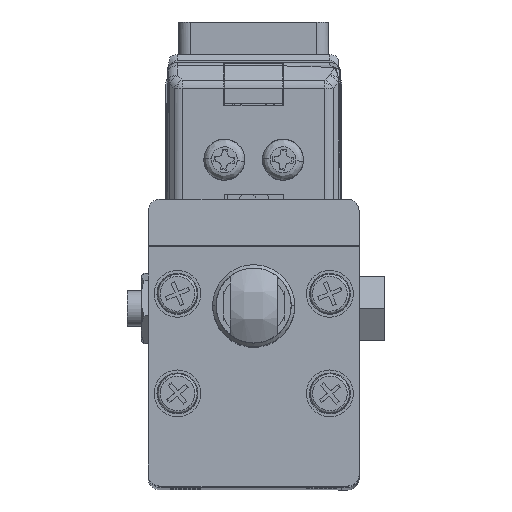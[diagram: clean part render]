
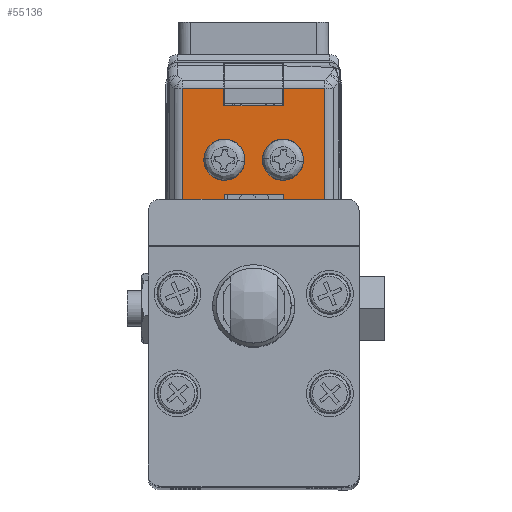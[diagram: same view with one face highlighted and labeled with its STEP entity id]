
A CAD part, top view. The second image highlights one B-rep face of the part: STEP entity #55136.
In plain terms, the highlighted planar face has unit normal (0, 0, 1).
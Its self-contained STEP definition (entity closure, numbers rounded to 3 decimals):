
#265 = EDGE_CURVE ( 'NONE', #61695, #22377, #20299, .T. ) ;
#695 = ORIENTED_EDGE ( 'NONE', *, *, #85958, .T. ) ;
#772 = ORIENTED_EDGE ( 'NONE', *, *, #38124, .T. ) ;
#1226 = DIRECTION ( 'NONE',  ( 0., 1., 0. ) ) ;
#1526 = CARTESIAN_POINT ( 'NONE',  ( 6.086, -7.5, 22. ) ) ;
#1821 = EDGE_CURVE ( 'NONE', #51090, #17595, #74726, .T. ) ;
#4391 = DIRECTION ( 'NONE',  ( -1., 0., 0. ) ) ;
#5413 = ORIENTED_EDGE ( 'NONE', *, *, #85714, .T. ) ;
#6389 = VECTOR ( 'NONE', #43258, 1000. ) ;
#6691 = CARTESIAN_POINT ( 'NONE',  ( 9., 2.55, 22. ) ) ;
#6939 = ORIENTED_EDGE ( 'NONE', *, *, #22430, .T. ) ;
#7097 = ORIENTED_EDGE ( 'NONE', *, *, #14964, .T. ) ;
#7458 = CARTESIAN_POINT ( 'NONE',  ( 4.6, 2.55, 22. ) ) ;
#7681 = DIRECTION ( 'NONE',  ( 0., -1., 0. ) ) ;
#7886 = VECTOR ( 'NONE', #69343, 1000. ) ;
#8377 = CARTESIAN_POINT ( 'NONE',  ( 0., -2.5, 22. ) ) ;
#9433 = CARTESIAN_POINT ( 'NONE',  ( 4.6, -7.5, 22. ) ) ;
#9623 = LINE ( 'NONE', #41226, #51736 ) ;
#10270 = VECTOR ( 'NONE', #64865, 1000. ) ;
#10276 = EDGE_LOOP ( 'NONE', ( #29873, #53762, #38699, #36121, #5413, #7097, #695, #30732, #6939, #49008, #772, #81909 ) ) ;
#10671 = VERTEX_POINT ( 'NONE', #7458 ) ;
#10871 = DIRECTION ( 'NONE',  ( 0., 0., -1. ) ) ;
#11974 = CARTESIAN_POINT ( 'NONE',  ( -2.975, -7.5, 22. ) ) ;
#14872 = LINE ( 'NONE', #66698, #82245 ) ;
#14964 = EDGE_CURVE ( 'NONE', #24577, #21645, #37593, .T. ) ;
#15452 = AXIS2_PLACEMENT_3D ( 'NONE', #77908, #10871, #37651 ) ;
#15534 = CARTESIAN_POINT ( 'NONE',  ( -7.5, 2.525, 22. ) ) ;
#15544 = CARTESIAN_POINT ( 'NONE',  ( -7.5, -6.086, 22. ) ) ;
#15860 = CARTESIAN_POINT ( 'NONE',  ( 6.086, -6.086, 22. ) ) ;
#16725 = ORIENTED_EDGE ( 'NONE', *, *, #65799, .T. ) ;
#16825 = CARTESIAN_POINT ( 'NONE',  ( 6.086, -7.5, 22. ) ) ;
#16929 = LINE ( 'NONE', #83201, #43244 ) ;
#17595 = VERTEX_POINT ( 'NONE', #31318 ) ;
#19752 = VERTEX_POINT ( 'NONE', #41976 ) ;
#20299 = CIRCLE ( 'NONE', #52282, 1.75 ) ;
#21645 = VERTEX_POINT ( 'NONE', #51521 ) ;
#21976 = CARTESIAN_POINT ( 'NONE',  ( 4.6, -2.55, 22. ) ) ;
#22377 = VERTEX_POINT ( 'NONE', #50832 ) ;
#22430 = EDGE_CURVE ( 'NONE', #19752, #58601, #76578, .T. ) ;
#24577 = VERTEX_POINT ( 'NONE', #41848 ) ;
#24699 = AXIS2_PLACEMENT_3D ( 'NONE', #40173, #66287, #46354 ) ;
#25743 = VERTEX_POINT ( 'NONE', #21976 ) ;
#26945 = EDGE_CURVE ( 'NONE', #58601, #83945, #16929, .T. ) ;
#28030 = ORIENTED_EDGE ( 'NONE', *, *, #1821, .T. ) ;
#28781 = EDGE_CURVE ( 'NONE', #10671, #68238, #71367, .T. ) ;
#29425 = CARTESIAN_POINT ( 'NONE',  ( -7.5, -6.086, 22. ) ) ;
#29873 = ORIENTED_EDGE ( 'NONE', *, *, #85664, .T. ) ;
#30412 = EDGE_CURVE ( 'NONE', #22377, #61695, #34379, .T. ) ;
#30732 = ORIENTED_EDGE ( 'NONE', *, *, #64186, .T. ) ;
#31318 = CARTESIAN_POINT ( 'NONE',  ( 1.75, -2.5, 22. ) ) ;
#32957 = PLANE ( 'NONE',  #69495 ) ;
#33893 = VECTOR ( 'NONE', #83583, 1000. ) ;
#34379 = CIRCLE ( 'NONE', #24699, 1.75 ) ;
#36121 = ORIENTED_EDGE ( 'NONE', *, *, #28781, .T. ) ;
#36146 = DIRECTION ( 'NONE',  ( 1., 0., 0. ) ) ;
#36657 = CARTESIAN_POINT ( 'NONE',  ( -7.5, 6.086, 22. ) ) ;
#37539 = VECTOR ( 'NONE', #36146, 1000. ) ;
#37593 = LINE ( 'NONE', #36657, #71188 ) ;
#37651 = DIRECTION ( 'NONE',  ( 1., 0., 0. ) ) ;
#38124 = EDGE_CURVE ( 'NONE', #83945, #43873, #9623, .T. ) ;
#38699 = ORIENTED_EDGE ( 'NONE', *, *, #47813, .T. ) ;
#40173 = CARTESIAN_POINT ( 'NONE',  ( 0., 2.5, 22. ) ) ;
#41226 = CARTESIAN_POINT ( 'NONE',  ( -7.5, -7.5, 22. ) ) ;
#41848 = CARTESIAN_POINT ( 'NONE',  ( 6.086, 6.086, 22. ) ) ;
#41976 = CARTESIAN_POINT ( 'NONE',  ( -2.975, 2.525, 22. ) ) ;
#42323 = VECTOR ( 'NONE', #1226, 1000. ) ;
#42952 = CARTESIAN_POINT ( 'NONE',  ( -7.5, 2.525, 22. ) ) ;
#43244 = VECTOR ( 'NONE', #83495, 1000. ) ;
#43258 = DIRECTION ( 'NONE',  ( 0., 1., 0. ) ) ;
#43873 = VERTEX_POINT ( 'NONE', #15544 ) ;
#45908 = DIRECTION ( 'NONE',  ( 0., -1., 0. ) ) ;
#46354 = DIRECTION ( 'NONE',  ( 1., 0., 0. ) ) ;
#46458 = CARTESIAN_POINT ( 'NONE',  ( -7.5, -7.5, 22. ) ) ;
#47813 = EDGE_CURVE ( 'NONE', #25743, #10671, #55822, .T. ) ;
#48670 = DIRECTION ( 'NONE',  ( 0., 0., -1. ) ) ;
#49008 = ORIENTED_EDGE ( 'NONE', *, *, #26945, .T. ) ;
#49430 = CARTESIAN_POINT ( 'NONE',  ( 6.086, 2.55, 22. ) ) ;
#50427 = EDGE_LOOP ( 'NONE', ( #57693, #84545 ) ) ;
#50832 = CARTESIAN_POINT ( 'NONE',  ( -1.75, 2.5, 22. ) ) ;
#51090 = VERTEX_POINT ( 'NONE', #57078 ) ;
#51195 = LINE ( 'NONE', #29425, #37539 ) ;
#51521 = CARTESIAN_POINT ( 'NONE',  ( -7.5, 6.086, 22. ) ) ;
#51736 = VECTOR ( 'NONE', #7681, 1000. ) ;
#51951 = DIRECTION ( 'NONE',  ( 1., 0., 0. ) ) ;
#52187 = FACE_BOUND ( 'NONE', #67524, .T. ) ;
#52282 = AXIS2_PLACEMENT_3D ( 'NONE', #72466, #64524, #51951 ) ;
#53762 = ORIENTED_EDGE ( 'NONE', *, *, #73110, .T. ) ;
#55136 = ADVANCED_FACE ( 'NONE', ( #52187, #83763, #67878 ), #32957, .T. ) ;
#55424 = DIRECTION ( 'NONE',  ( 1., 0., 0. ) ) ;
#55822 = LINE ( 'NONE', #9433, #6389 ) ;
#57078 = CARTESIAN_POINT ( 'NONE',  ( -1.75, -2.5, 22. ) ) ;
#57323 = CARTESIAN_POINT ( 'NONE',  ( 4.8, -2.55, 22. ) ) ;
#57693 = ORIENTED_EDGE ( 'NONE', *, *, #265, .T. ) ;
#58601 = VERTEX_POINT ( 'NONE', #64060 ) ;
#59172 = CARTESIAN_POINT ( 'NONE',  ( -7.5, -2.525, 22. ) ) ;
#59451 = CARTESIAN_POINT ( 'NONE',  ( 6.086, -2.55, 22. ) ) ;
#60126 = LINE ( 'NONE', #1526, #42323 ) ;
#61150 = VERTEX_POINT ( 'NONE', #59451 ) ;
#61695 = VERTEX_POINT ( 'NONE', #62008 ) ;
#62008 = CARTESIAN_POINT ( 'NONE',  ( 1.75, 2.5, 22. ) ) ;
#63020 = VERTEX_POINT ( 'NONE', #15860 ) ;
#63071 = EDGE_CURVE ( 'NONE', #43873, #63020, #51195, .T. ) ;
#63517 = AXIS2_PLACEMENT_3D ( 'NONE', #8377, #48670, #55424 ) ;
#64060 = CARTESIAN_POINT ( 'NONE',  ( -2.975, -2.525, 22. ) ) ;
#64186 = EDGE_CURVE ( 'NONE', #68743, #19752, #79452, .T. ) ;
#64430 = VECTOR ( 'NONE', #4391, 1000. ) ;
#64524 = DIRECTION ( 'NONE',  ( 0., 0., -1. ) ) ;
#64865 = DIRECTION ( 'NONE',  ( 0., -1., 0. ) ) ;
#65799 = EDGE_CURVE ( 'NONE', #17595, #51090, #87174, .T. ) ;
#66052 = DIRECTION ( 'NONE',  ( 1., 0., 0. ) ) ;
#66121 = VECTOR ( 'NONE', #66052, 1000. ) ;
#66287 = DIRECTION ( 'NONE',  ( 0., 0., -1. ) ) ;
#66698 = CARTESIAN_POINT ( 'NONE',  ( -7.5, -7.5, 22. ) ) ;
#67524 = EDGE_LOOP ( 'NONE', ( #16725, #28030 ) ) ;
#67878 = FACE_OUTER_BOUND ( 'NONE', #10276, .T. ) ;
#68238 = VERTEX_POINT ( 'NONE', #49430 ) ;
#68743 = VERTEX_POINT ( 'NONE', #15534 ) ;
#69343 = DIRECTION ( 'NONE',  ( 1., 0., 0. ) ) ;
#69495 = AXIS2_PLACEMENT_3D ( 'NONE', #46458, #73472, #80263 ) ;
#69605 = LINE ( 'NONE', #16825, #33893 ) ;
#71188 = VECTOR ( 'NONE', #83721, 1000. ) ;
#71367 = LINE ( 'NONE', #6691, #66121 ) ;
#72466 = CARTESIAN_POINT ( 'NONE',  ( 0., 2.5, 22. ) ) ;
#73110 = EDGE_CURVE ( 'NONE', #61150, #25743, #82416, .T. ) ;
#73472 = DIRECTION ( 'NONE',  ( 0., 0., 1. ) ) ;
#74726 = CIRCLE ( 'NONE', #63517, 1.75 ) ;
#76578 = LINE ( 'NONE', #11974, #10270 ) ;
#77908 = CARTESIAN_POINT ( 'NONE',  ( 0., -2.5, 22. ) ) ;
#79452 = LINE ( 'NONE', #42952, #7886 ) ;
#80263 = DIRECTION ( 'NONE',  ( 1., 0., 0. ) ) ;
#81909 = ORIENTED_EDGE ( 'NONE', *, *, #63071, .T. ) ;
#82245 = VECTOR ( 'NONE', #45908, 1000. ) ;
#82416 = LINE ( 'NONE', #57323, #64430 ) ;
#83201 = CARTESIAN_POINT ( 'NONE',  ( -7.5, -2.525, 22. ) ) ;
#83495 = DIRECTION ( 'NONE',  ( -1., 0., 0. ) ) ;
#83583 = DIRECTION ( 'NONE',  ( 0., 1., 0. ) ) ;
#83721 = DIRECTION ( 'NONE',  ( -1., 0., 0. ) ) ;
#83763 = FACE_BOUND ( 'NONE', #50427, .T. ) ;
#83945 = VERTEX_POINT ( 'NONE', #59172 ) ;
#84545 = ORIENTED_EDGE ( 'NONE', *, *, #30412, .T. ) ;
#85664 = EDGE_CURVE ( 'NONE', #63020, #61150, #60126, .T. ) ;
#85714 = EDGE_CURVE ( 'NONE', #68238, #24577, #69605, .T. ) ;
#85958 = EDGE_CURVE ( 'NONE', #21645, #68743, #14872, .T. ) ;
#87174 = CIRCLE ( 'NONE', #15452, 1.75 ) ;
